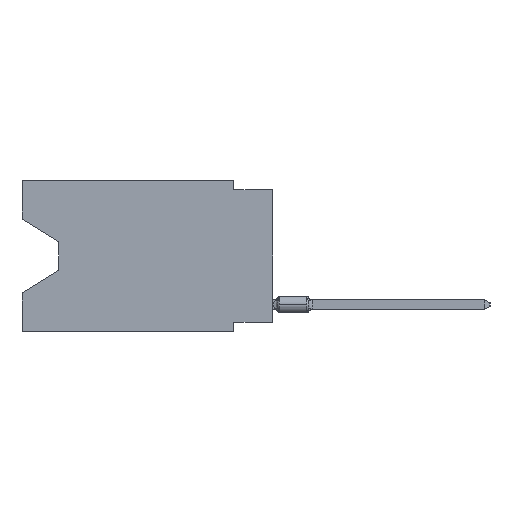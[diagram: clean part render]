
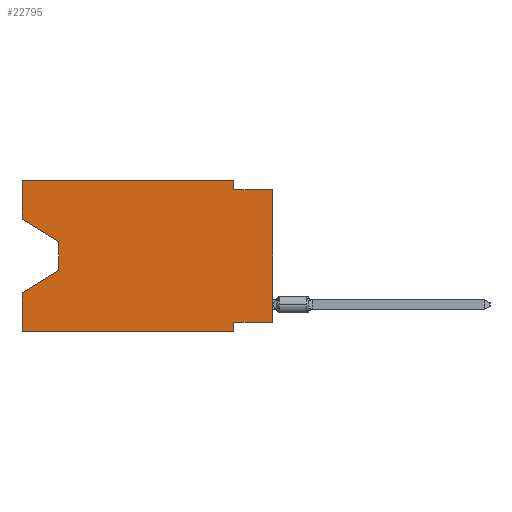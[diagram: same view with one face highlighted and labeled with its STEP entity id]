
A CAD part, left-side view. The second image highlights one B-rep face of the part: STEP entity #22795.
In plain terms, the highlighted planar face has unit normal (-1, 0, 0).
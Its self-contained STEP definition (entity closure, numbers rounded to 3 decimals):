
#527 = CARTESIAN_POINT ( 'NONE',  ( 0., 16.383, 0. ) ) ;
#752 = FACE_OUTER_BOUND ( 'NONE', #21714, .T. ) ;
#826 = DIRECTION ( 'NONE',  ( 0., -1., 0. ) ) ;
#1440 = CARTESIAN_POINT ( 'NONE',  ( 0., 16.383, 0. ) ) ;
#1486 = CARTESIAN_POINT ( 'NONE',  ( 0., 16.383, 0. ) ) ;
#2072 = VERTEX_POINT ( 'NONE', #18173 ) ;
#2125 = VECTOR ( 'NONE', #31002, 1000. ) ;
#2489 = DIRECTION ( 'NONE',  ( 0., -1., 0. ) ) ;
#2497 = CARTESIAN_POINT ( 'NONE',  ( 0., 16.383, -9.906 ) ) ;
#2628 = CARTESIAN_POINT ( 'NONE',  ( 0., 16.383, -2.546 ) ) ;
#3506 = VERTEX_POINT ( 'NONE', #2628 ) ;
#3714 = VERTEX_POINT ( 'NONE', #27564 ) ;
#3876 = VERTEX_POINT ( 'NONE', #25792 ) ;
#3906 = PLANE ( 'NONE',  #33173 ) ;
#3944 = VERTEX_POINT ( 'NONE', #21179 ) ;
#4264 = LINE ( 'NONE', #20422, #30838 ) ;
#4941 = EDGE_CURVE ( 'NONE', #29694, #32908, #8621, .T. ) ;
#5473 = CARTESIAN_POINT ( 'NONE',  ( 0., 2.54, -9.906 ) ) ;
#5551 = EDGE_CURVE ( 'NONE', #3714, #3876, #9569, .T. ) ;
#6024 = EDGE_CURVE ( 'NONE', #20642, #2072, #10379, .T. ) ;
#6042 = CARTESIAN_POINT ( 'NONE',  ( 0., 16.383, 0. ) ) ;
#6491 = ORIENTED_EDGE ( 'NONE', *, *, #16939, .T. ) ;
#7568 = EDGE_CURVE ( 'NONE', #31455, #18861, #12036, .T. ) ;
#7599 = EDGE_CURVE ( 'NONE', #3506, #3944, #14832, .T. ) ;
#7608 = VERTEX_POINT ( 'NONE', #28511 ) ;
#7962 = LINE ( 'NONE', #8287, #19554 ) ;
#8287 = CARTESIAN_POINT ( 'NONE',  ( 0., 16.383, 0. ) ) ;
#8319 = LINE ( 'NONE', #24653, #17866 ) ;
#8621 = LINE ( 'NONE', #527, #16298 ) ;
#9236 = CARTESIAN_POINT ( 'NONE',  ( 0., 16.383, -2.546 ) ) ;
#9569 = LINE ( 'NONE', #17623, #16884 ) ;
#10379 = LINE ( 'NONE', #21069, #10860 ) ;
#10860 = VECTOR ( 'NONE', #2489, 1000. ) ;
#10998 = ORIENTED_EDGE ( 'NONE', *, *, #6024, .F. ) ;
#11251 = DIRECTION ( 'NONE',  ( 0., -1., 0. ) ) ;
#11603 = CARTESIAN_POINT ( 'NONE',  ( 0., 16.383, -7.36 ) ) ;
#11706 = ORIENTED_EDGE ( 'NONE', *, *, #34625, .F. ) ;
#12036 = LINE ( 'NONE', #1486, #2125 ) ;
#12199 = ORIENTED_EDGE ( 'NONE', *, *, #7568, .F. ) ;
#13339 = EDGE_CURVE ( 'NONE', #32908, #20642, #8319, .T. ) ;
#14099 = DIRECTION ( 'NONE',  ( 1., 0., 0. ) ) ;
#14832 = LINE ( 'NONE', #9236, #31275 ) ;
#14993 = EDGE_CURVE ( 'NONE', #31455, #15747, #16606, .T. ) ;
#15198 = VECTOR ( 'NONE', #32691, 1000. ) ;
#15747 = VERTEX_POINT ( 'NONE', #5473 ) ;
#16298 = VECTOR ( 'NONE', #11251, 1000. ) ;
#16606 = LINE ( 'NONE', #27161, #30778 ) ;
#16755 = EDGE_CURVE ( 'NONE', #3944, #7608, #25990, .T. ) ;
#16884 = VECTOR ( 'NONE', #31511, 1000. ) ;
#16939 = EDGE_CURVE ( 'NONE', #3714, #2072, #18928, .T. ) ;
#17623 = CARTESIAN_POINT ( 'NONE',  ( 0., 0., -9.271 ) ) ;
#17866 = VECTOR ( 'NONE', #24125, 1000. ) ;
#18173 = CARTESIAN_POINT ( 'NONE',  ( 0., 0., -0.635 ) ) ;
#18860 = CARTESIAN_POINT ( 'NONE',  ( 0., 2.54, -0.635 ) ) ;
#18861 = VERTEX_POINT ( 'NONE', #11603 ) ;
#18928 = LINE ( 'NONE', #24545, #20606 ) ;
#18937 = ORIENTED_EDGE ( 'NONE', *, *, #23127, .T. ) ;
#18993 = DIRECTION ( 'NONE',  ( 0., 0., 1. ) ) ;
#19554 = VECTOR ( 'NONE', #18993, 1000. ) ;
#19740 = EDGE_CURVE ( 'NONE', #3876, #15747, #4264, .T. ) ;
#20422 = CARTESIAN_POINT ( 'NONE',  ( 0., 2.54, -9.906 ) ) ;
#20441 = DIRECTION ( 'NONE',  ( 0., -0.855, -0.519 ) ) ;
#20606 = VECTOR ( 'NONE', #21732, 1000. ) ;
#20642 = VERTEX_POINT ( 'NONE', #18860 ) ;
#21069 = CARTESIAN_POINT ( 'NONE',  ( 0., 0., -0.635 ) ) ;
#21179 = CARTESIAN_POINT ( 'NONE',  ( 0., 13.97, -4.013 ) ) ;
#21600 = CARTESIAN_POINT ( 'NONE',  ( 0., 2.54, 0. ) ) ;
#21714 = EDGE_LOOP ( 'NONE', ( #27570, #27879, #18937, #12199, #29117, #34197, #26784, #6491, #10998, #22393, #29081, #11706 ) ) ;
#21732 = DIRECTION ( 'NONE',  ( 0., 0., 1. ) ) ;
#22373 = VECTOR ( 'NONE', #23335, 1000. ) ;
#22393 = ORIENTED_EDGE ( 'NONE', *, *, #13339, .F. ) ;
#22795 = ADVANCED_FACE ( 'NONE', ( #752 ), #3906, .F. ) ;
#23127 = EDGE_CURVE ( 'NONE', #7608, #18861, #29889, .T. ) ;
#23335 = DIRECTION ( 'NONE',  ( 0., 0., -1. ) ) ;
#24125 = DIRECTION ( 'NONE',  ( 0., 0., -1. ) ) ;
#24248 = CARTESIAN_POINT ( 'NONE',  ( 0., 13.97, -5.893 ) ) ;
#24545 = CARTESIAN_POINT ( 'NONE',  ( 0., 0., 0. ) ) ;
#24653 = CARTESIAN_POINT ( 'NONE',  ( 0., 2.54, 0. ) ) ;
#25792 = CARTESIAN_POINT ( 'NONE',  ( 0., 2.54, -9.271 ) ) ;
#25990 = LINE ( 'NONE', #34419, #22373 ) ;
#26784 = ORIENTED_EDGE ( 'NONE', *, *, #5551, .F. ) ;
#27161 = CARTESIAN_POINT ( 'NONE',  ( 0., 16.383, -9.906 ) ) ;
#27564 = CARTESIAN_POINT ( 'NONE',  ( 0., 0., -9.271 ) ) ;
#27570 = ORIENTED_EDGE ( 'NONE', *, *, #7599, .T. ) ;
#27879 = ORIENTED_EDGE ( 'NONE', *, *, #16755, .T. ) ;
#28323 = DIRECTION ( 'NONE',  ( 0., 0., -1. ) ) ;
#28511 = CARTESIAN_POINT ( 'NONE',  ( 0., 13.97, -5.893 ) ) ;
#29081 = ORIENTED_EDGE ( 'NONE', *, *, #4941, .F. ) ;
#29117 = ORIENTED_EDGE ( 'NONE', *, *, #14993, .T. ) ;
#29694 = VERTEX_POINT ( 'NONE', #6042 ) ;
#29889 = LINE ( 'NONE', #24248, #15198 ) ;
#30778 = VECTOR ( 'NONE', #826, 1000. ) ;
#30838 = VECTOR ( 'NONE', #28323, 1000. ) ;
#30955 = DIRECTION ( 'NONE',  ( 0., 0., -1. ) ) ;
#31002 = DIRECTION ( 'NONE',  ( 0., 0., 1. ) ) ;
#31275 = VECTOR ( 'NONE', #20441, 1000. ) ;
#31455 = VERTEX_POINT ( 'NONE', #2497 ) ;
#31511 = DIRECTION ( 'NONE',  ( 0., 1., 0. ) ) ;
#32691 = DIRECTION ( 'NONE',  ( 0., 0.855, -0.519 ) ) ;
#32908 = VERTEX_POINT ( 'NONE', #21600 ) ;
#33173 = AXIS2_PLACEMENT_3D ( 'NONE', #1440, #14099, #30955 ) ;
#34197 = ORIENTED_EDGE ( 'NONE', *, *, #19740, .F. ) ;
#34419 = CARTESIAN_POINT ( 'NONE',  ( 0., 13.97, -4.013 ) ) ;
#34625 = EDGE_CURVE ( 'NONE', #3506, #29694, #7962, .T. ) ;
